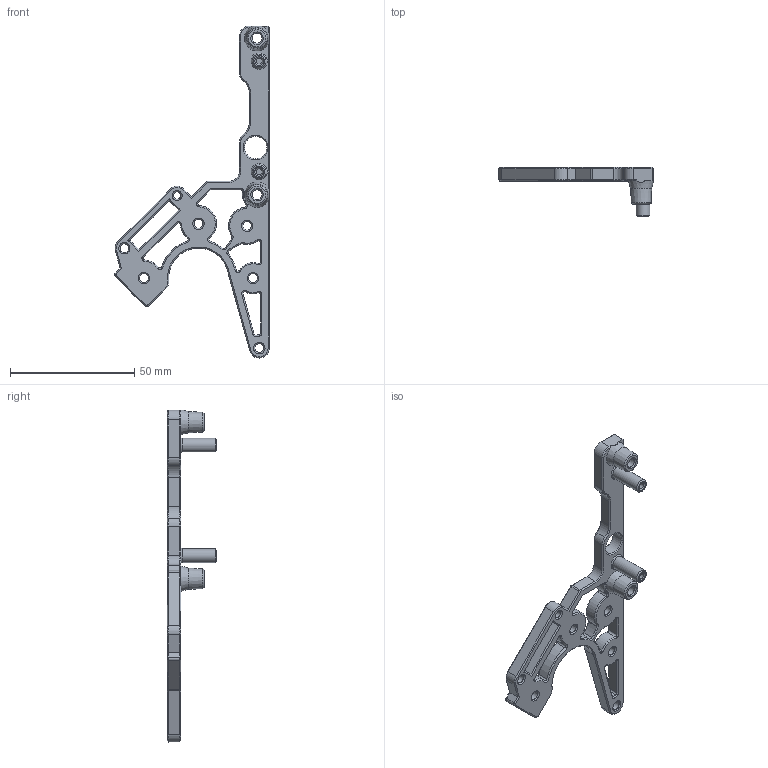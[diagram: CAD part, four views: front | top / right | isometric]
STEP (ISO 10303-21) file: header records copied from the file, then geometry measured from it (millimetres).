
FILE_DESCRIPTION(/* description */ (''),/* implementation_level */ '2;1');
FILE_NAME(/* name */ 'DISTANCE_LEFT_V01.step',/* time_stamp */ '2023-01-20T19:16:27+01:00',/* author */ (''),/* organization */ (''),/* preprocessor_version */ 'ST-DEVELOPER v19.2',/* originating_system */ 'Autodesk Translation Framework v11.17.0.187',/* authorisation */ '');
FILE_SCHEMA (('AUTOMOTIVE_DESIGN { 1 0 10303 214 3 1 1 }'));
Length unit declared in the file: millimetre
Products named in the file (1): DISTANCE_LEFT_V01_PR
Bounding box: 62.19 x 20 x 133.6 mm (x, y, z)
Volume: 13175.9 mm3; surface area: 9661.3 mm2
Topology: 1 solids, 1 shells, 282 faces, 683 edges, 404 vertices
Faces by surface type: cone 130, plane 88, cylinder 64
Full cylindrical faces by diameter (mm): 2.5 x3, 3 x1, 3.5 x2, 3.6 x4, 4 x2, 5.5 x2, 9 x1
Entity records: 8258 total; most frequent: DIRECTION 1537, CARTESIAN_POINT 1402, ORIENTED_EDGE 1366, EDGE_CURVE 683, AXIS2_PLACEMENT_3D 581, VERTEX_POINT 404, LINE 375, VECTOR 375
